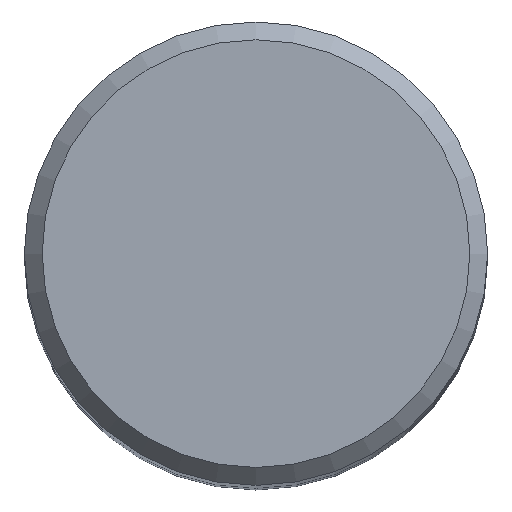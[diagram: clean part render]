
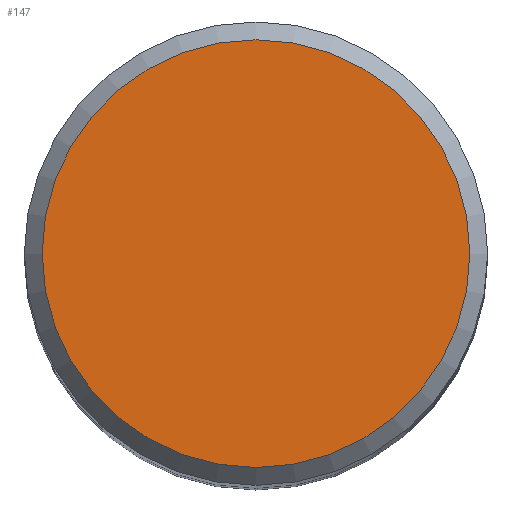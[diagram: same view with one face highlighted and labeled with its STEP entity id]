
A CAD part, top view. The second image highlights one B-rep face of the part: STEP entity #147.
In plain terms, the highlighted planar face has unit normal (0, 0, 1).
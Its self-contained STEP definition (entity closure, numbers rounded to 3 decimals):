
#9 = DIRECTION ( 'NONE',  ( 0., 1., 0. ) ) ;
#13 = ORIENTED_EDGE ( 'NONE', *, *, #35, .F. ) ;
#16 = AXIS2_PLACEMENT_3D ( 'NONE', #174, #49, #129 ) ;
#35 = EDGE_CURVE ( 'NONE', #132, #132, #144, .T. ) ;
#38 = FACE_OUTER_BOUND ( 'NONE', #187, .T. ) ;
#49 = DIRECTION ( 'NONE',  ( 0., 0., -1. ) ) ;
#68 = CARTESIAN_POINT ( 'NONE',  ( 0., 6., 75. ) ) ;
#70 = CARTESIAN_POINT ( 'NONE',  ( 0., 0., 75. ) ) ;
#105 = AXIS2_PLACEMENT_3D ( 'NONE', #70, #117, #9 ) ;
#117 = DIRECTION ( 'NONE',  ( 0., 0., -1. ) ) ;
#129 = DIRECTION ( 'NONE',  ( 0., 1., 0. ) ) ;
#132 = VERTEX_POINT ( 'NONE', #68 ) ;
#144 = CIRCLE ( 'NONE', #16, 6. ) ;
#147 = ADVANCED_FACE ( 'NONE', ( #38 ), #194, .F. ) ;
#174 = CARTESIAN_POINT ( 'NONE',  ( 0., 0., 75. ) ) ;
#187 = EDGE_LOOP ( 'NONE', ( #13 ) ) ;
#194 = PLANE ( 'NONE',  #105 ) ;
